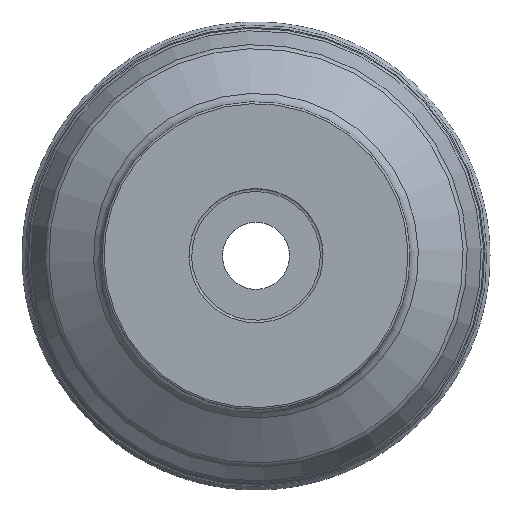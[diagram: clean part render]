
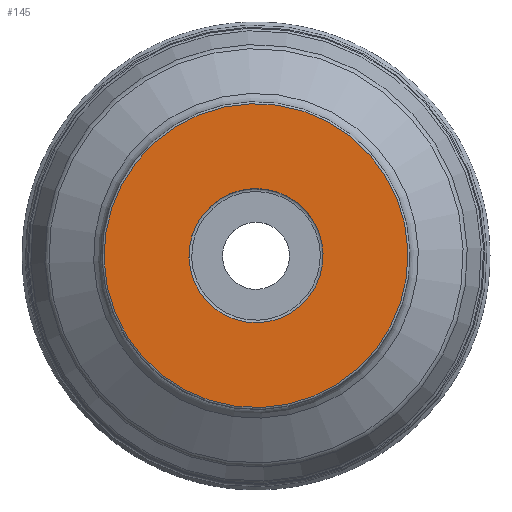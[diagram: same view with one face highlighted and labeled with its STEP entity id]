
A CAD part, top view. The second image highlights one B-rep face of the part: STEP entity #145.
In plain terms, the highlighted planar face has unit normal (0, 0, 1).
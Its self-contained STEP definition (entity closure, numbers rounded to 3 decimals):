
#115=PLANE('',#586);
#145=ADVANCED_FACE('CU_BACK_F001',(#218,#219),#115,.F.);
#218=FACE_BOUND('',#279,.T.);
#219=FACE_BOUND('',#280,.T.);
#279=EDGE_LOOP('',(#339));
#280=EDGE_LOOP('',(#340));
#339=ORIENTED_EDGE('',*,*,#393,.F.);
#340=ORIENTED_EDGE('',*,*,#401,.T.);
#362=VERTEX_POINT('',#813);
#370=VERTEX_POINT('',#838);
#393=EDGE_CURVE('',#362,#362,#423,.T.);
#401=EDGE_CURVE('',#370,#370,#431,.T.);
#423=CIRCLE('',#567,13.505);
#431=CIRCLE('',#584,30.6);
#567=AXIS2_PLACEMENT_3D('',#812,#687,#688);
#584=AXIS2_PLACEMENT_3D('',#837,#721,#722);
#586=AXIS2_PLACEMENT_3D('',#840,#725,#726);
#687=DIRECTION('',(0.,0.,1.));
#688=DIRECTION('',(0.978,0.208,0.));
#721=DIRECTION('',(0.,0.,1.));
#722=DIRECTION('',(0.978,0.208,0.));
#725=DIRECTION('',(0.,0.,-1.));
#726=DIRECTION('',(-0.978,-0.208,0.));
#812=CARTESIAN_POINT('',(0.,0.,0.));
#813=CARTESIAN_POINT('',(13.21,2.808,0.));
#837=CARTESIAN_POINT('',(0.,0.,0.));
#838=CARTESIAN_POINT('',(29.931,6.362,0.));
#840=CARTESIAN_POINT('',(-30.,0.,0.));
